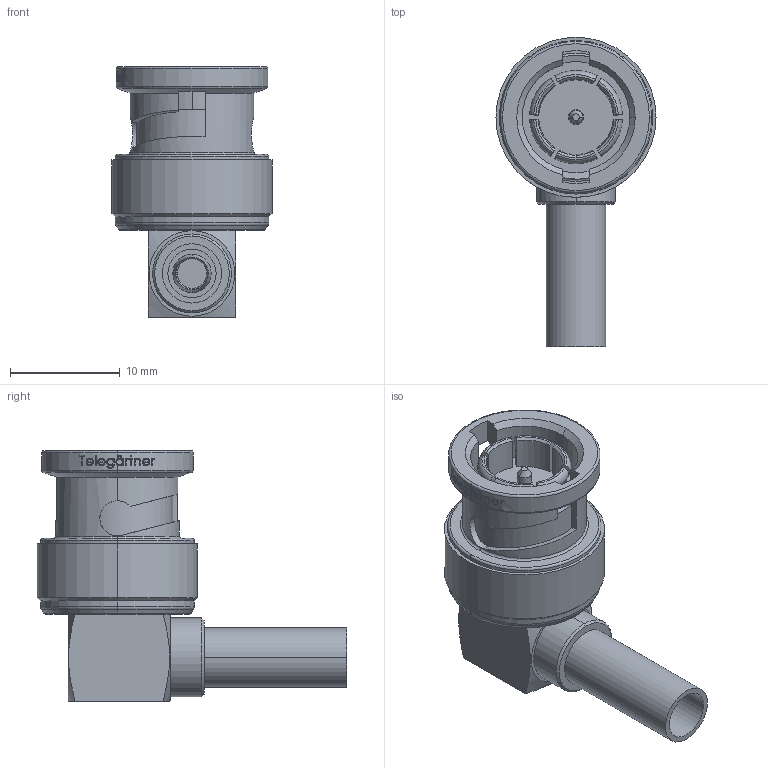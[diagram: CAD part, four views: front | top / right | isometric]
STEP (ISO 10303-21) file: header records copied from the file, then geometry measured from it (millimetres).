
FILE_DESCRIPTION (( 'STEP AP214' ), '1' );
FILE_NAME ('J01002A0029.STEP', '2018-11-19T09:40:19', ( '' ), ( '' ), 'SwSTEP 2.0', 'SolidWorks 2017', '' );
FILE_SCHEMA (( 'AUTOMOTIVE_DESIGN' ));
Length unit declared in the file: millimetre
Products named in the file (1): J01002A0029
Bounding box: 14.6 x 28.2 x 22.85 mm (x, y, z)
Volume: 2596.3 mm3; surface area: 2047.4 mm2
Topology: 1 solids, 1 shells, 310 faces, 792 edges, 514 vertices
Faces by surface type: plane 110, bspline 78, cylinder 68, cone 36, torus 18
Entity records: 15722 total; most frequent: CARTESIAN_POINT 5396, ORIENTED_EDGE 1584, DIRECTION 1216, EDGE_CURVE 792, VERTEX_POINT 514, AXIS2_PLACEMENT_3D 435, VECTOR 346, LINE 346
